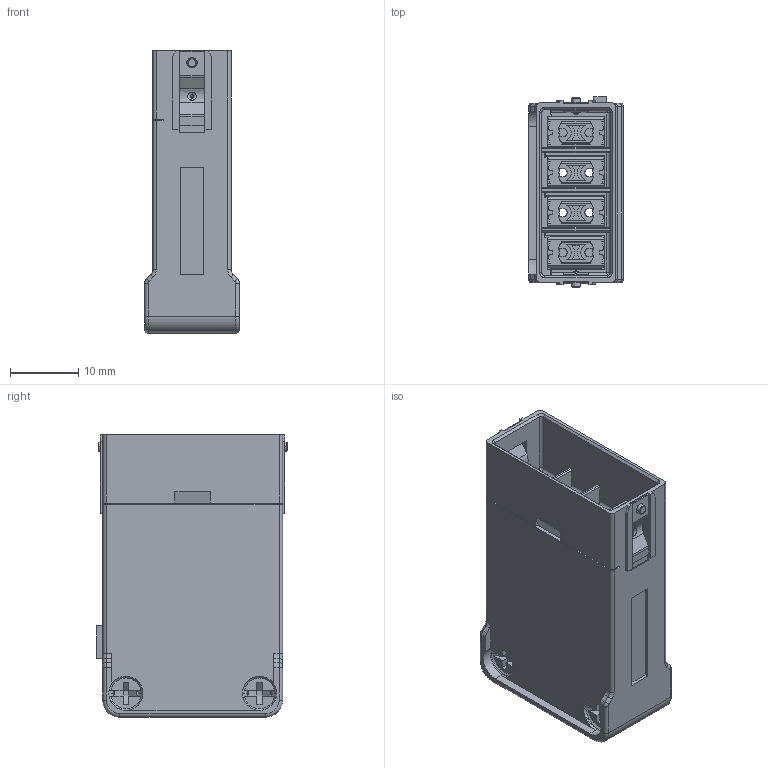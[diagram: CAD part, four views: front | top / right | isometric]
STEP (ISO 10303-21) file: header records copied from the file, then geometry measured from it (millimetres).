
FILE_DESCRIPTION((''),'2;1');
FILE_NAME('3D_1290080100002_HMGB-008-MC_V1_ASM','2021-10-18T',('dn.ye'),(''),'PRO/ENGINEER BY PARAMETRIC TECHNOLOGY CORPORATION, 2012480','PRO/ENGINEER BY PARAMETRIC TECHNOLOGY CORPORATION, 2012480','');
FILE_SCHEMA(('AUTOMOTIVE_DESIGN { 1 0 10303 214 1 1 1 1 }'));
Length unit declared in the file: millimetre
Products named in the file (4): MANIFOLD_SOLID_BREP_22534; MANIFOLD_SOLID_BREP_57657; S_HMGB-008-MC1_23_ASM; 3D_1290080100002_HMGB-008-MC_V1_ASM
Assembly tree (3 placements, depth 3):
  3D_1290080100002_HMGB-008-MC_V1_ASM
    S_HMGB-008-MC1_23_ASM
      MANIFOLD_SOLID_BREP_22534
      MANIFOLD_SOLID_BREP_57657
Bounding box: 13.9 x 27.95 x 41.4 mm (x, y, z)
Volume: 6842.5 mm3; surface area: 13019.7 mm2
Topology: 2 solids, 6 shells, 1598 faces, 4655 edges, 3003 vertices
Faces by surface type: plane 880, cylinder 555, cone 64, torus 45, bspline 39, sphere 13, extrusion 2
Entity records: 57805 total; most frequent: CARTESIAN_POINT 15250, ORIENTED_EDGE 9248, DIRECTION 8563, EDGE_CURVE 4634, VECTOR 3029, LINE 3027, VERTEX_POINT 3003, AXIS2_PLACEMENT_3D 2767
